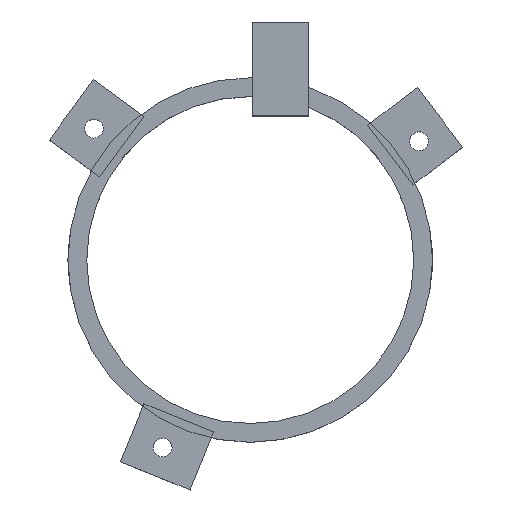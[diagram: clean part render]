
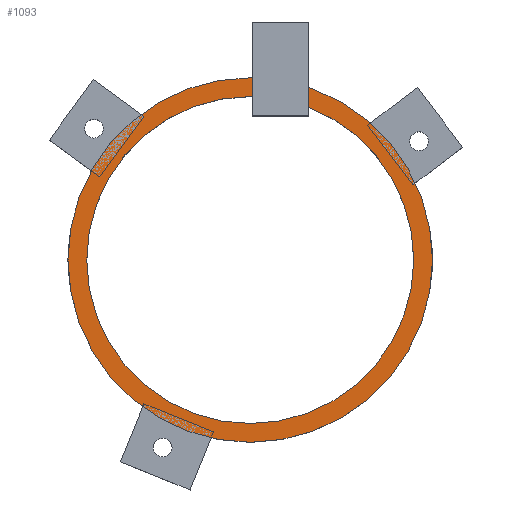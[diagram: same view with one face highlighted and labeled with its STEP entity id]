
A CAD part, top view. The second image highlights one B-rep face of the part: STEP entity #1093.
In plain terms, the highlighted planar face has unit normal (0, 0, 1).
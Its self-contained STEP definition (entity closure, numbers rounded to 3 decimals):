
#24 = VERTEX_POINT('',#25);
#25 = CARTESIAN_POINT('',(29.15,0.,64.));
#32 = CYLINDRICAL_SURFACE('',#33,29.15);
#33 = AXIS2_PLACEMENT_3D('',#34,#35,#36);
#34 = CARTESIAN_POINT('',(0.,0.,54.));
#35 = DIRECTION('',(0.,0.,1.));
#36 = DIRECTION('',(1.,0.,0.));
#51 = EDGE_CURVE('',#24,#24,#52,.T.);
#52 = SURFACE_CURVE('',#53,(#58,#65),.PCURVE_S1.);
#53 = CIRCLE('',#54,29.15);
#54 = AXIS2_PLACEMENT_3D('',#55,#56,#57);
#55 = CARTESIAN_POINT('',(0.,0.,64.));
#56 = DIRECTION('',(0.,0.,1.));
#57 = DIRECTION('',(1.,0.,0.));
#58 = PCURVE('',#32,#59);
#59 = DEFINITIONAL_REPRESENTATION('',(#60),#64);
#60 = LINE('',#61,#62);
#61 = CARTESIAN_POINT('',(0.,10.));
#62 = VECTOR('',#63,1.);
#63 = DIRECTION('',(1.,0.));
#64 = ( GEOMETRIC_REPRESENTATION_CONTEXT(2) 
PARAMETRIC_REPRESENTATION_CONTEXT() REPRESENTATION_CONTEXT('2D SPACE',''
  ) );
#65 = PCURVE('',#66,#71);
#66 = PLANE('',#67);
#67 = AXIS2_PLACEMENT_3D('',#68,#69,#70);
#68 = CARTESIAN_POINT('',(0.,0.,64.));
#69 = DIRECTION('',(0.,0.,1.));
#70 = DIRECTION('',(1.,0.,0.));
#71 = DEFINITIONAL_REPRESENTATION('',(#72),#76);
#72 = CIRCLE('',#73,29.15);
#73 = AXIS2_PLACEMENT_2D('',#74,#75);
#74 = CARTESIAN_POINT('',(0.,0.));
#75 = DIRECTION('',(1.,0.));
#76 = ( GEOMETRIC_REPRESENTATION_CONTEXT(2) 
PARAMETRIC_REPRESENTATION_CONTEXT() REPRESENTATION_CONTEXT('2D SPACE',''
  ) );
#857 = CYLINDRICAL_SURFACE('',#858,26.15);
#858 = AXIS2_PLACEMENT_3D('',#859,#860,#861);
#859 = CARTESIAN_POINT('',(0.,0.,54.));
#860 = DIRECTION('',(0.,0.,1.));
#861 = DIRECTION('',(1.,0.,0.));
#1093 = ADVANCED_FACE('',(#1094,#1097),#66,.T.);
#1094 = FACE_BOUND('',#1095,.T.);
#1095 = EDGE_LOOP('',(#1096));
#1096 = ORIENTED_EDGE('',*,*,#51,.T.);
#1097 = FACE_BOUND('',#1098,.T.);
#1098 = EDGE_LOOP('',(#1099));
#1099 = ORIENTED_EDGE('',*,*,#1100,.F.);
#1100 = EDGE_CURVE('',#1101,#1101,#1103,.T.);
#1101 = VERTEX_POINT('',#1102);
#1102 = CARTESIAN_POINT('',(26.15,0.,64.));
#1103 = SURFACE_CURVE('',#1104,(#1109,#1116),.PCURVE_S1.);
#1104 = CIRCLE('',#1105,26.15);
#1105 = AXIS2_PLACEMENT_3D('',#1106,#1107,#1108);
#1106 = CARTESIAN_POINT('',(0.,0.,64.));
#1107 = DIRECTION('',(0.,0.,1.));
#1108 = DIRECTION('',(1.,0.,0.));
#1109 = PCURVE('',#66,#1110);
#1110 = DEFINITIONAL_REPRESENTATION('',(#1111),#1115);
#1111 = CIRCLE('',#1112,26.15);
#1112 = AXIS2_PLACEMENT_2D('',#1113,#1114);
#1113 = CARTESIAN_POINT('',(0.,0.));
#1114 = DIRECTION('',(1.,0.));
#1115 = ( GEOMETRIC_REPRESENTATION_CONTEXT(2) 
PARAMETRIC_REPRESENTATION_CONTEXT() REPRESENTATION_CONTEXT('2D SPACE',''
  ) );
#1116 = PCURVE('',#857,#1117);
#1117 = DEFINITIONAL_REPRESENTATION('',(#1118),#1122);
#1118 = LINE('',#1119,#1120);
#1119 = CARTESIAN_POINT('',(0.,10.));
#1120 = VECTOR('',#1121,1.);
#1121 = DIRECTION('',(1.,0.));
#1122 = ( GEOMETRIC_REPRESENTATION_CONTEXT(2) 
PARAMETRIC_REPRESENTATION_CONTEXT() REPRESENTATION_CONTEXT('2D SPACE',''
  ) );
